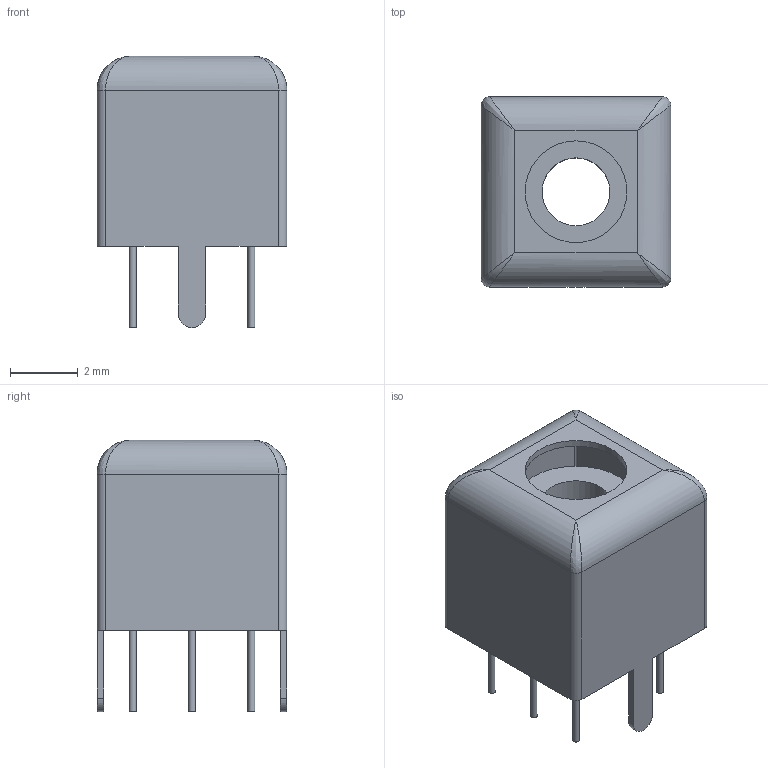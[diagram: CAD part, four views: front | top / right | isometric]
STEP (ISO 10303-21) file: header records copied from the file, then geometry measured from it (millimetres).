
FILE_DESCRIPTION(/* description */ (''),/* implementation_level */ '2;1');
FILE_NAME(/* name */ 'Toko 5K v1.step',/* time_stamp */ '2022-05-21T21:59:20-04:00',/* author */ (''),/* organization */ (''),/* preprocessor_version */ 'ST-DEVELOPER v18.1',/* originating_system */ 'Autodesk Translation Framework v10.14.0.1471',/* authorisation */ '');
FILE_SCHEMA (('AUTOMOTIVE_DESIGN { 1 0 10303 214 3 1 1 }'));
Length unit declared in the file: millimetre
Products named in the file (1): Toko 5K
Bounding box: 5.6 x 5.6 x 8 mm (x, y, z)
Volume: 69.7 mm3; surface area: 434.1 mm2
Topology: 9 solids, 9 shells, 76 faces, 158 edges, 92 vertices
Faces by surface type: plane 36, cylinder 32, bspline 8
Full cylindrical faces by diameter (mm): 0.2 x6, 2 x1, 3 x1, 3.5 x2
Entity records: 2165 total; most frequent: CARTESIAN_POINT 511, DIRECTION 352, ORIENTED_EDGE 300, EDGE_CURVE 150, AXIS2_PLACEMENT_3D 133, VERTEX_POINT 92, LINE 86, VECTOR 86
